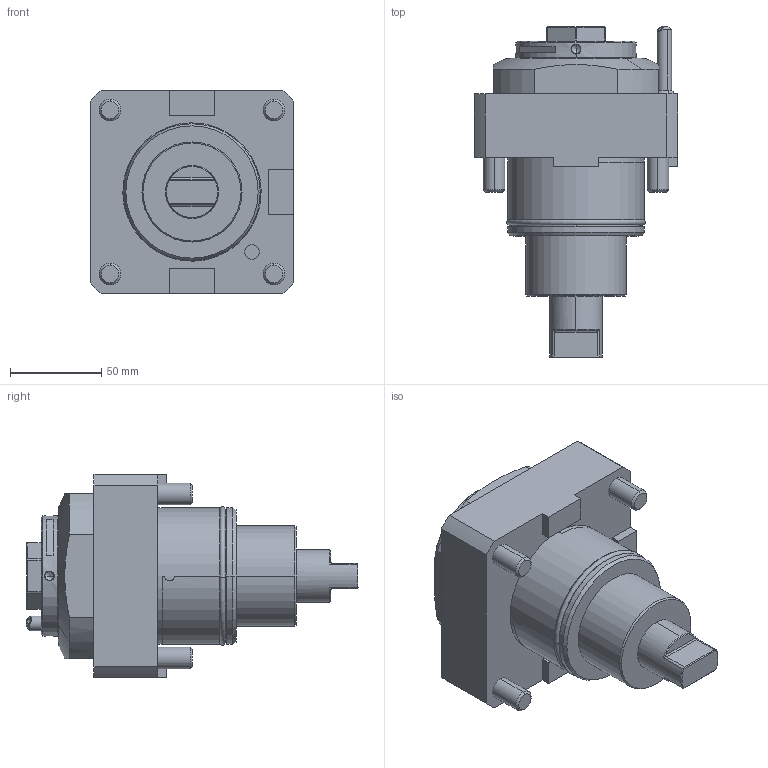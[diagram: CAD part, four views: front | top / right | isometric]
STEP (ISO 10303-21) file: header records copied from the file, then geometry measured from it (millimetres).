
FILE_DESCRIPTION((''),'2;1');
FILE_NAME('NGT2_75_105_32_1_DO','2023-09-29T',('vali'),('NOVA GRUP'),'PRO/ENGINEER BY PARAMETRIC TECHNOLOGY CORPORATION, 2010280','PRO/ENGINEER BY PARAMETRIC TECHNOLOGY CORPORATION, 2010280','');
FILE_SCHEMA(('CONFIG_CONTROL_DESIGN'));
Length unit declared in the file: millimetre
Products named in the file (1): NGT2_75_105_32_1_DO
Bounding box: 112 x 182.34 x 112 mm (x, y, z)
Volume: 902802.4 mm3; surface area: 77725.3 mm2
Topology: 2 solids, 2 shells, 182 faces, 445 edges, 278 vertices
Faces by surface type: plane 75, cylinder 51, cone 42, bspline 8, torus 4, sphere 2
Entity records: 7051 total; most frequent: CARTESIAN_POINT 2766, DIRECTION 881, ORIENTED_EDGE 874, EDGE_CURVE 437, AXIS2_PLACEMENT_3D 321, VERTEX_POINT 278, VECTOR 239, LINE 239
